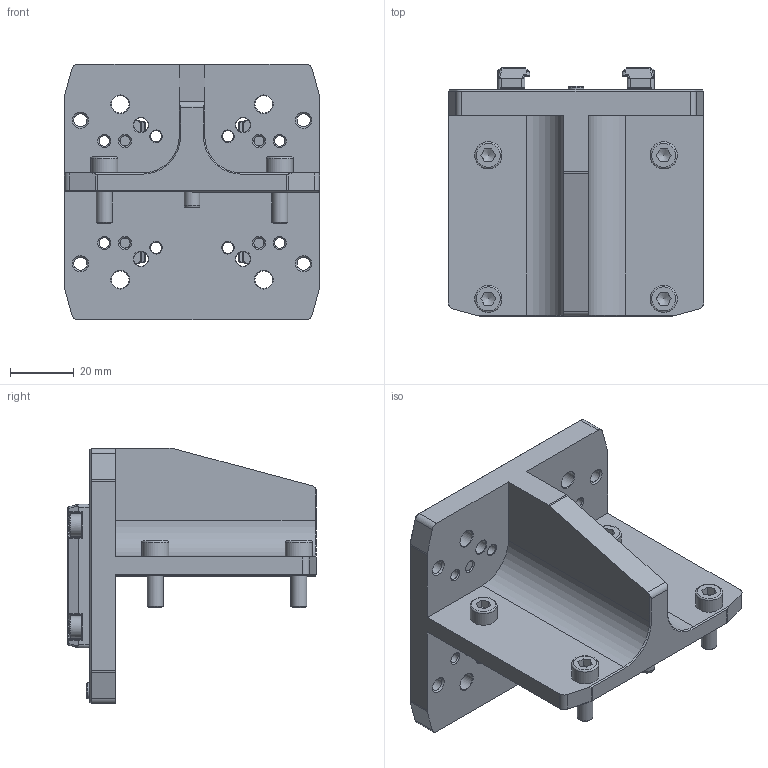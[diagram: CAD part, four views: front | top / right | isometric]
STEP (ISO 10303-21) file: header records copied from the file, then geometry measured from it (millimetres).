
FILE_DESCRIPTION(/* description */ (''),/* implementation_level */ '2;1');
FILE_NAME(/* name */ 'CAD_112570.stp',/* time_stamp */ '2021-08-05T11:34:47+02:00',/* author */ ('mlogar'),/* organization */ (''),/* preprocessor_version */ 'ST-DEVELOPER v18',/* originating_system */ 'Autodesk Inventor 2020',/* authorisation */ '');
FILE_SCHEMA (('AUTOMOTIVE_DESIGN { 1 0 10303 214 3 1 1 }'));
Length unit declared in the file: millimetre
Products named in the file (1): CAD_112570
Bounding box: 80 x 78 x 80 mm (x, y, z)
Volume: 103266.3 mm3; surface area: 36649.7 mm2
Topology: 1 solids, 5 shells, 570 faces, 1444 edges, 900 vertices
Faces by surface type: cylinder 176, plane 174, cone 108, bspline 52, torus 44, sphere 16
Full cylindrical faces by diameter (mm): 2 x2, 3.2 x2, 3.242 x8, 3.5 x4, 4 x6, 4.134 x4, 4.5 x8, 5 x14, 5.5 x8, 7 x4, 8.5 x4
Entity records: 19317 total; most frequent: CARTESIAN_POINT 4787, DIRECTION 3030, ORIENTED_EDGE 2864, EDGE_CURVE 1432, AXIS2_PLACEMENT_3D 1217, VERTEX_POINT 900, EDGE_LOOP 658, CIRCLE 626
